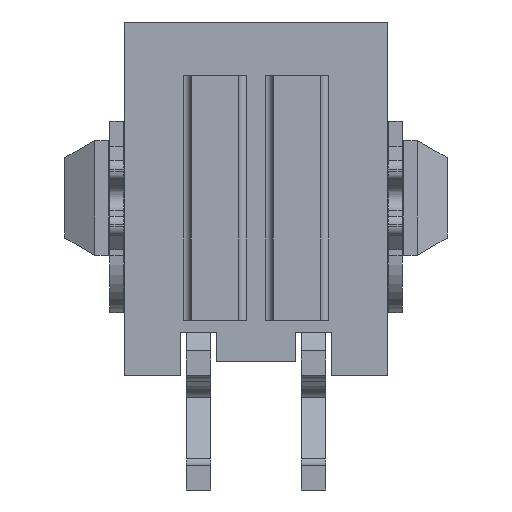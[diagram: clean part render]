
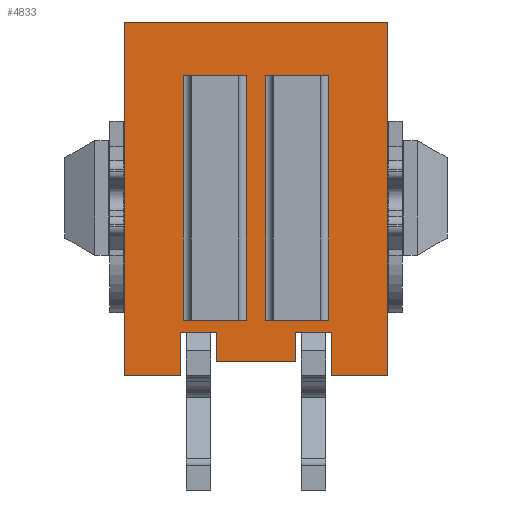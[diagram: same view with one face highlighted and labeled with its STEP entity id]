
A CAD part, front view. The second image highlights one B-rep face of the part: STEP entity #4833.
In plain terms, the highlighted planar face has unit normal (0, -1, 0).
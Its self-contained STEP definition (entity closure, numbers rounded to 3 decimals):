
#55=FACE_BOUND('',#559,.T.);
#56=FACE_BOUND('',#560,.T.);
#78=PLANE('',#5147);
#296=FACE_OUTER_BOUND('',#558,.T.);
#558=EDGE_LOOP('',(#3393,#3394,#3395,#3396,#3397,#3398,#3399,#3400,#3401,
#3402,#3403,#3404));
#559=EDGE_LOOP('',(#3405,#3406,#3407,#3408));
#560=EDGE_LOOP('',(#3409,#3410,#3411,#3412));
#833=LINE('',#6968,#1413);
#866=LINE('',#7045,#1446);
#888=LINE('',#7089,#1468);
#905=LINE('',#7123,#1485);
#908=LINE('',#7131,#1488);
#909=LINE('',#7133,#1489);
#910=LINE('',#7135,#1490);
#911=LINE('',#7137,#1491);
#912=LINE('',#7139,#1492);
#913=LINE('',#7140,#1493);
#914=LINE('',#7141,#1494);
#915=LINE('',#7142,#1495);
#916=LINE('',#7145,#1496);
#917=LINE('',#7147,#1497);
#918=LINE('',#7149,#1498);
#919=LINE('',#7150,#1499);
#920=LINE('',#7153,#1500);
#921=LINE('',#7155,#1501);
#922=LINE('',#7157,#1502);
#923=LINE('',#7158,#1503);
#1413=VECTOR('',#5599,9.24);
#1446=VECTOR('',#5660,6.86);
#1468=VECTOR('',#5684,9.24);
#1485=VECTOR('',#5707,1.13);
#1488=VECTOR('',#5714,0.76);
#1489=VECTOR('',#5715,2.07);
#1490=VECTOR('',#5716,0.76);
#1491=VECTOR('',#5717,0.93);
#1492=VECTOR('',#5718,1.13);
#1493=VECTOR('',#5719,1.465);
#1494=VECTOR('',#5720,1.465);
#1495=VECTOR('',#5721,0.93);
#1496=VECTOR('',#5722,6.4);
#1497=VECTOR('',#5723,1.65);
#1498=VECTOR('',#5724,6.4);
#1499=VECTOR('',#5725,1.65);
#1500=VECTOR('',#5726,6.4);
#1501=VECTOR('',#5727,1.65);
#1502=VECTOR('',#5728,6.4);
#1503=VECTOR('',#5729,1.65);
#2135=VERTEX_POINT('',#6965);
#2136=VERTEX_POINT('',#6967);
#2166=VERTEX_POINT('',#7044);
#2187=VERTEX_POINT('',#7088);
#2198=VERTEX_POINT('',#7116);
#2201=VERTEX_POINT('',#7121);
#2203=VERTEX_POINT('',#7129);
#2204=VERTEX_POINT('',#7130);
#2205=VERTEX_POINT('',#7132);
#2206=VERTEX_POINT('',#7134);
#2207=VERTEX_POINT('',#7136);
#2208=VERTEX_POINT('',#7138);
#2209=VERTEX_POINT('',#7143);
#2210=VERTEX_POINT('',#7144);
#2211=VERTEX_POINT('',#7146);
#2212=VERTEX_POINT('',#7148);
#2213=VERTEX_POINT('',#7151);
#2214=VERTEX_POINT('',#7152);
#2215=VERTEX_POINT('',#7154);
#2216=VERTEX_POINT('',#7156);
#2593=EDGE_CURVE('',#2136,#2135,#833,.T.);
#2632=EDGE_CURVE('',#2136,#2166,#866,.T.);
#2654=EDGE_CURVE('',#2166,#2187,#888,.T.);
#2671=EDGE_CURVE('',#2198,#2201,#905,.T.);
#2674=EDGE_CURVE('',#2203,#2204,#908,.T.);
#2675=EDGE_CURVE('',#2204,#2205,#909,.T.);
#2676=EDGE_CURVE('',#2206,#2205,#910,.T.);
#2677=EDGE_CURVE('',#2206,#2207,#911,.T.);
#2678=EDGE_CURVE('',#2207,#2208,#912,.T.);
#2679=EDGE_CURVE('',#2208,#2187,#913,.T.);
#2680=EDGE_CURVE('',#2135,#2198,#914,.T.);
#2681=EDGE_CURVE('',#2201,#2203,#915,.T.);
#2682=EDGE_CURVE('',#2209,#2210,#916,.T.);
#2683=EDGE_CURVE('',#2211,#2210,#917,.T.);
#2684=EDGE_CURVE('',#2212,#2211,#918,.T.);
#2685=EDGE_CURVE('',#2212,#2209,#919,.T.);
#2686=EDGE_CURVE('',#2213,#2214,#920,.T.);
#2687=EDGE_CURVE('',#2215,#2214,#921,.T.);
#2688=EDGE_CURVE('',#2216,#2215,#922,.T.);
#2689=EDGE_CURVE('',#2216,#2213,#923,.T.);
#3393=ORIENTED_EDGE('',*,*,#2674,.T.);
#3394=ORIENTED_EDGE('',*,*,#2675,.T.);
#3395=ORIENTED_EDGE('',*,*,#2676,.F.);
#3396=ORIENTED_EDGE('',*,*,#2677,.T.);
#3397=ORIENTED_EDGE('',*,*,#2678,.T.);
#3398=ORIENTED_EDGE('',*,*,#2679,.T.);
#3399=ORIENTED_EDGE('',*,*,#2654,.F.);
#3400=ORIENTED_EDGE('',*,*,#2632,.F.);
#3401=ORIENTED_EDGE('',*,*,#2593,.T.);
#3402=ORIENTED_EDGE('',*,*,#2680,.T.);
#3403=ORIENTED_EDGE('',*,*,#2671,.T.);
#3404=ORIENTED_EDGE('',*,*,#2681,.T.);
#3405=ORIENTED_EDGE('',*,*,#2682,.T.);
#3406=ORIENTED_EDGE('',*,*,#2683,.F.);
#3407=ORIENTED_EDGE('',*,*,#2684,.F.);
#3408=ORIENTED_EDGE('',*,*,#2685,.T.);
#3409=ORIENTED_EDGE('',*,*,#2686,.T.);
#3410=ORIENTED_EDGE('',*,*,#2687,.F.);
#3411=ORIENTED_EDGE('',*,*,#2688,.F.);
#3412=ORIENTED_EDGE('',*,*,#2689,.T.);
#4833=ADVANCED_FACE('',(#296,#55,#56),#78,.T.);
#5147=AXIS2_PLACEMENT_3D('',#7128,#5712,#5713);
#5599=DIRECTION('',(0.,0.,-1.));
#5660=DIRECTION('',(1.,0.,0.));
#5684=DIRECTION('',(0.,0.,-1.));
#5707=DIRECTION('',(0.,0.,1.));
#5712=DIRECTION('center_axis',(0.,-1.,0.));
#5713=DIRECTION('ref_axis',(0.,0.,-1.));
#5714=DIRECTION('',(0.,0.,-1.));
#5715=DIRECTION('',(1.,0.,0.));
#5716=DIRECTION('',(0.,0.,-1.));
#5717=DIRECTION('',(1.,0.,0.));
#5718=DIRECTION('',(0.,0.,-1.));
#5719=DIRECTION('',(1.,0.,0.));
#5720=DIRECTION('',(1.,0.,0.));
#5721=DIRECTION('',(1.,0.,0.));
#5722=DIRECTION('',(0.,0.,-1.));
#5723=DIRECTION('',(1.,0.,0.));
#5724=DIRECTION('',(0.,0.,-1.));
#5725=DIRECTION('',(1.,0.,0.));
#5726=DIRECTION('',(0.,0.,-1.));
#5727=DIRECTION('',(1.,0.,0.));
#5728=DIRECTION('',(0.,0.,-1.));
#5729=DIRECTION('',(1.,0.,0.));
#6965=CARTESIAN_POINT('',(-3.43,-3.43,-9.24));
#6967=CARTESIAN_POINT('',(-3.43,-3.43,0.));
#6968=CARTESIAN_POINT('',(-3.43,-3.43,0.));
#7044=CARTESIAN_POINT('',(3.43,-3.43,0.));
#7045=CARTESIAN_POINT('',(-3.43,-3.43,0.));
#7088=CARTESIAN_POINT('',(3.43,-3.43,-9.24));
#7089=CARTESIAN_POINT('',(3.43,-3.43,0.));
#7116=CARTESIAN_POINT('',(-1.965,-3.43,-9.24));
#7121=CARTESIAN_POINT('',(-1.965,-3.43,-8.11));
#7123=CARTESIAN_POINT('',(-1.965,-3.43,-9.24));
#7128=CARTESIAN_POINT('Origin',(-3.43,-3.43,0.));
#7129=CARTESIAN_POINT('',(-1.035,-3.43,-8.11));
#7130=CARTESIAN_POINT('',(-1.035,-3.43,-8.87));
#7131=CARTESIAN_POINT('',(-1.035,-3.43,-8.11));
#7132=CARTESIAN_POINT('',(1.035,-3.43,-8.87));
#7133=CARTESIAN_POINT('',(-1.035,-3.43,-8.87));
#7134=CARTESIAN_POINT('',(1.035,-3.43,-8.11));
#7135=CARTESIAN_POINT('',(1.035,-3.43,-8.11));
#7136=CARTESIAN_POINT('',(1.965,-3.43,-8.11));
#7137=CARTESIAN_POINT('',(1.035,-3.43,-8.11));
#7138=CARTESIAN_POINT('',(1.965,-3.43,-9.24));
#7139=CARTESIAN_POINT('',(1.965,-3.43,-8.11));
#7140=CARTESIAN_POINT('',(1.965,-3.43,-9.24));
#7141=CARTESIAN_POINT('',(-3.43,-3.43,-9.24));
#7142=CARTESIAN_POINT('',(-1.965,-3.43,-8.11));
#7143=CARTESIAN_POINT('',(-0.25,-3.43,-1.4));
#7144=CARTESIAN_POINT('',(-0.25,-3.43,-7.8));
#7145=CARTESIAN_POINT('',(-0.25,-3.43,-1.4));
#7146=CARTESIAN_POINT('',(-1.9,-3.43,-7.8));
#7147=CARTESIAN_POINT('',(-1.9,-3.43,-7.8));
#7148=CARTESIAN_POINT('',(-1.9,-3.43,-1.4));
#7149=CARTESIAN_POINT('',(-1.9,-3.43,-1.4));
#7150=CARTESIAN_POINT('',(-1.9,-3.43,-1.4));
#7151=CARTESIAN_POINT('',(1.9,-3.43,-1.4));
#7152=CARTESIAN_POINT('',(1.9,-3.43,-7.8));
#7153=CARTESIAN_POINT('',(1.9,-3.43,-1.4));
#7154=CARTESIAN_POINT('',(0.25,-3.43,-7.8));
#7155=CARTESIAN_POINT('',(0.25,-3.43,-7.8));
#7156=CARTESIAN_POINT('',(0.25,-3.43,-1.4));
#7157=CARTESIAN_POINT('',(0.25,-3.43,-1.4));
#7158=CARTESIAN_POINT('',(0.25,-3.43,-1.4));
